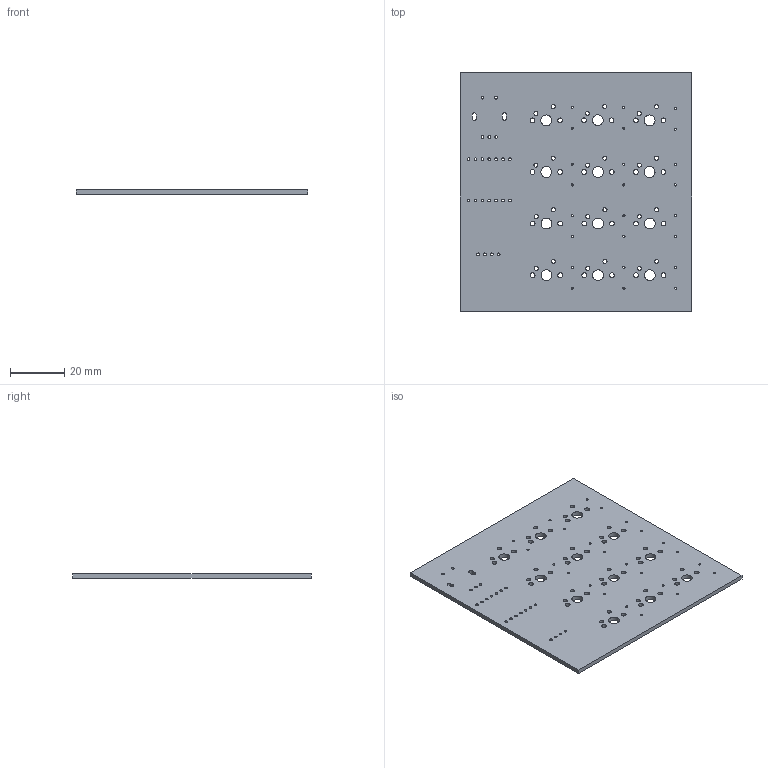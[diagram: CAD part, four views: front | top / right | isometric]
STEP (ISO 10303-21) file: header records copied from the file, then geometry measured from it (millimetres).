
FILE_DESCRIPTION(('KiCad electronic assembly'),'2;1');
FILE_NAME('Final Revision of Macropadl.step','2025-02-14T10:43:05',( 'Pcbnew'),('Kicad'),'Open CASCADE STEP processor 7.8', 'KiCad to STEP converter','Unknown');
FILE_SCHEMA(('AUTOMOTIVE_DESIGN { 1 0 10303 214 1 1 1 1 }'));
Length unit declared in the file: millimetre
Products named in the file (2): Final Revision of Macropadl 1; ControlPad_PCB
Assembly tree (1 placements, depth 2):
  Final Revision of Macropadl 1
    ControlPad_PCB
Bounding box: 85.3 x 87.83 x 1.6 mm (x, y, z)
Volume: 11525.8 mm3; surface area: 15830.2 mm2
Topology: 1 solids, 1 shells, 121 faces, 357 edges, 238 vertices
Faces by surface type: cylinder 111, plane 10
Full cylindrical faces by diameter (mm): 0.8 x24, 1 x23, 1.5 x24, 1.75 x24, 4 x12
Entity records: 4646 total; most frequent: DIRECTION 825, CARTESIAN_POINT 718, ORIENTED_EDGE 714, EDGE_CURVE 357, AXIS2_PLACEMENT_3D 345, FACE_BOUND 339, EDGE_LOOP 339, VERTEX_POINT 238
